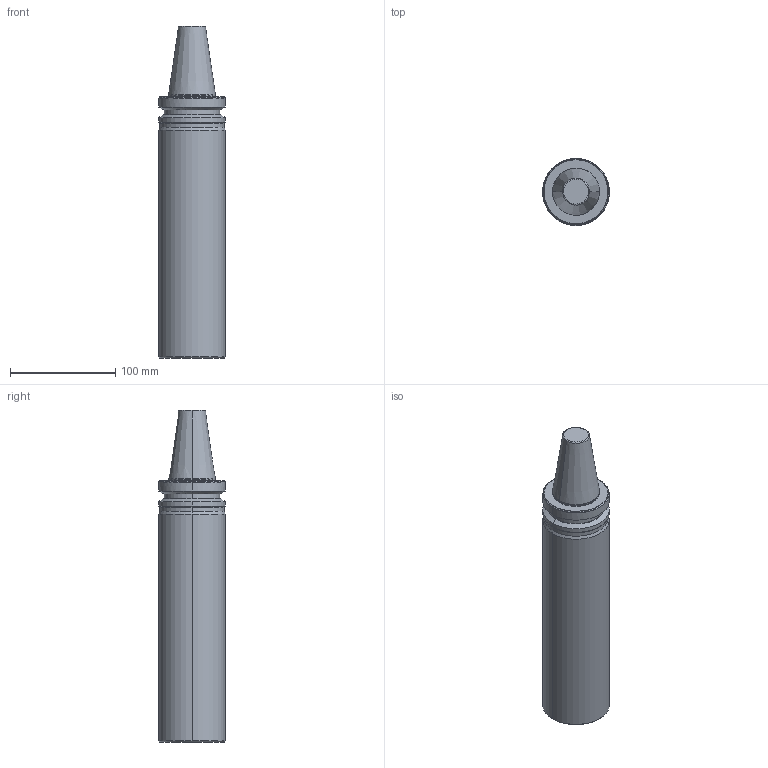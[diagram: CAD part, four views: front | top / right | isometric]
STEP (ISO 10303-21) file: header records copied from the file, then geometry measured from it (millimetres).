
FILE_DESCRIPTION (( 'STEP AP203' ), '1' );
FILE_NAME ('BT40 BORING BAR BLANK DIA 63.5 L 250.STEP', '2019-05-24T05:54:41', ( '' ), ( '' ), 'SwSTEP 2.0', 'SolidWorks 2014', '' );
FILE_SCHEMA (( 'CONFIG_CONTROL_DESIGN' ));
Length unit declared in the file: millimetre
Products named in the file (1): BT40 BORING BAR BLANK DIA 63.5 L 250
Bounding box: 63.5 x 63.5 x 315.4 mm (x, y, z)
Volume: 843166.4 mm3; surface area: 63017.9 mm2
Topology: 1 solids, 1 shells, 52 faces, 115 edges, 69 vertices
Faces by surface type: cone 16, bspline 14, cylinder 12, plane 6, torus 4
Entity records: 2321 total; most frequent: CARTESIAN_POINT 1128, DIRECTION 246, ORIENTED_EDGE 230, EDGE_CURVE 115, AXIS2_PLACEMENT_3D 109, CIRCLE 70, VERTEX_POINT 69, EDGE_LOOP 56
